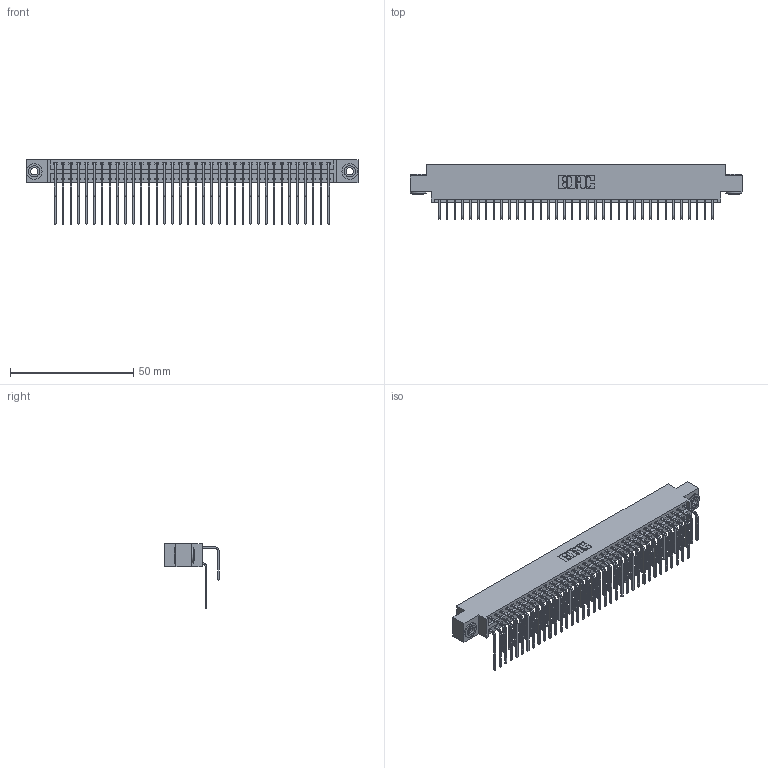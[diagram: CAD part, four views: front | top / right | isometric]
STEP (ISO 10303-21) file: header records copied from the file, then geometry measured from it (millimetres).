
FILE_DESCRIPTION (( 'STEP AP203' ), '1' );
FILE_NAME ('346-072-558-803.STEP', '2022-05-25T00:50:43', ( '' ), ( '' ), 'SwSTEP 2.0', 'SolidWorks 2020', '' );
FILE_SCHEMA (( 'CONFIG_CONTROL_DESIGN' ));
Length unit declared in the file: inch
Products named in the file (5): 346 Part_0.170 Offset - 0.156 Dia-TH; 345-250-002_345-250-002-102; 345-292-001_558 Tail - 2; 345-292-001_558 559 Tail - 1; 346-072-558-803
Assembly tree (75 placements, depth 2):
  346-072-558-803
    346 Part_0.170 Offset - 0.156 Dia-TH
    345-292-001_558 559 Tail - 1  x36
    345-292-001_558 Tail - 2  x36
    345-250-002_345-250-002-102  x2
Bounding box: 134.87 x 22.16 x 26.16 mm (x, y, z)
Volume: 13367.3 mm3; surface area: 20700.9 mm2
Topology: 75 solids, 75 shells, 4066 faces, 12045 edges, 7930 vertices
Faces by surface type: plane 2768, cylinder 1290, cone 8
Entity records: 27284 total; most frequent: CARTESIAN_POINT 4540, ORIENTED_EDGE 4414, DIRECTION 4053, EDGE_CURVE 2207, LINE 1867, VECTOR 1867, VERTEX_POINT 1466, AXIS2_PLACEMENT_3D 1093
